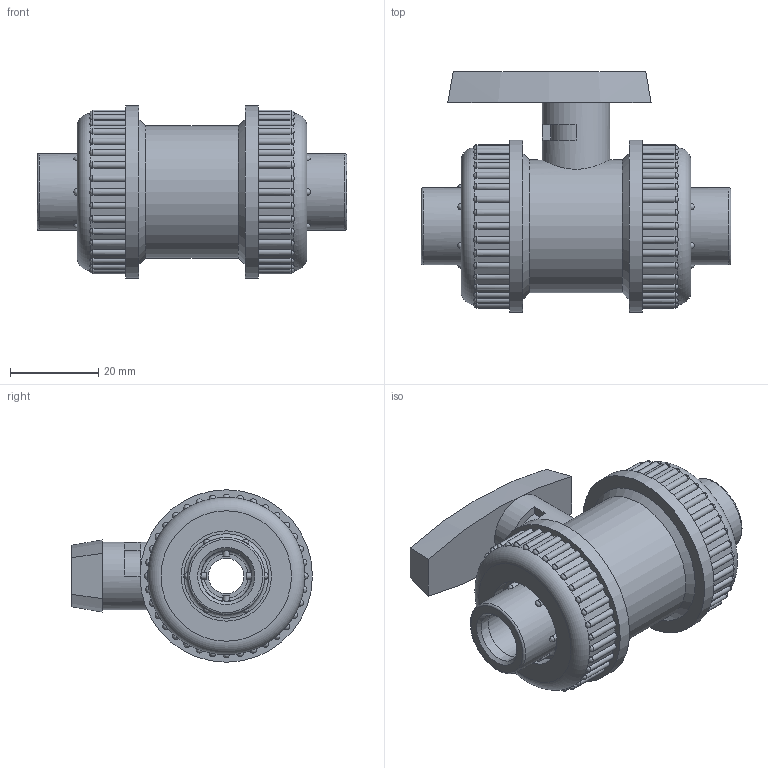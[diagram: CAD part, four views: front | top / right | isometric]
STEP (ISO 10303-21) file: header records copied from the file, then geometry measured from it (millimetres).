
FILE_DESCRIPTION( ( 'STEP AP214' ), ' ' );
FILE_NAME( '6.02.012.stp', '2015-08-12T14:12:07', ( '' ), ( '' ), ' ', 'PARTsolutions', ' ' );
FILE_SCHEMA( ( 'AUTOMOTIVE_DESIGN { 1 0 10303 214 1 1 1 1 }' ) );
Length unit declared in the file: millimetre
Products named in the file (1): _6.02.012
Bounding box: 70 x 54.5 x 39 mm (x, y, z)
Volume: 51490.5 mm3; surface area: 15461.1 mm2
Topology: 1 solids, 3 shells, 337 faces, 1132 edges, 720 vertices
Faces by surface type: cylinder 179, sphere 84, plane 50, torus 16, cone 8
Full cylindrical faces by diameter (mm): 8 x1, 11.445 x2, 15.333 x1, 17.445 x2, 20.445 x2, 29.22 x2, 30 x1, 39 x2
Entity records: 14620 total; most frequent: CARTESIAN_POINT 3511, ORIENTED_EDGE 1824, DIRECTION 1702, EDGE_CURVE 912, AXIS2_PLACEMENT_3D 721, VERTEX_POINT 620, CIRCLE 383, EDGE_LOOP 382
